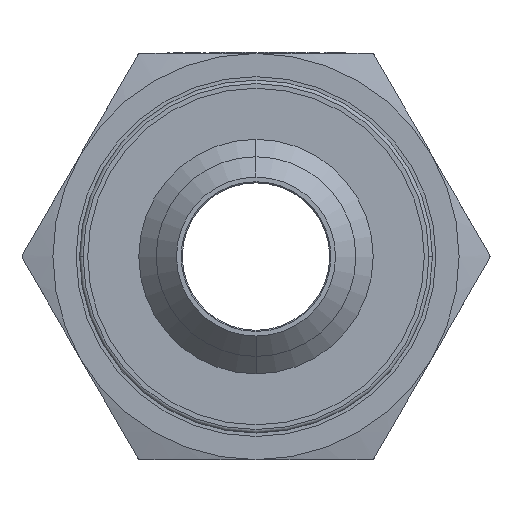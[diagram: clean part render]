
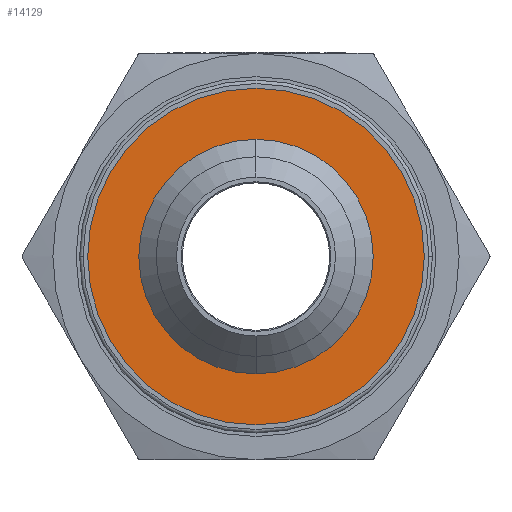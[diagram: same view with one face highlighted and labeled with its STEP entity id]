
A CAD part, left-side view. The second image highlights one B-rep face of the part: STEP entity #14129.
In plain terms, the highlighted planar face has unit normal (-1, 0, 0).
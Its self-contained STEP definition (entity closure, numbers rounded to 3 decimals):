
#954 = ORIENTED_EDGE ( 'NONE', *, *, #1317, .T. ) ;
#1032 = ORIENTED_EDGE ( 'NONE', *, *, #12677, .T. ) ;
#1314 = DIRECTION ( 'NONE',  ( 0., 0., 1. ) ) ;
#1317 = EDGE_CURVE ( 'NONE', #9169, #6776, #12117, .T. ) ;
#1474 = ORIENTED_EDGE ( 'NONE', *, *, #3207, .T. ) ;
#1853 = DIRECTION ( 'NONE',  ( -1., 0., 0. ) ) ;
#2448 = DIRECTION ( 'NONE',  ( 0., 0., 1. ) ) ;
#3207 = EDGE_CURVE ( 'NONE', #11739, #7269, #6008, .T. ) ;
#4018 = AXIS2_PLACEMENT_3D ( 'NONE', #12784, #7698, #2448 ) ;
#5644 = CIRCLE ( 'NONE', #4018, 10.1 ) ;
#5885 = CARTESIAN_POINT ( 'NONE',  ( -7.35, 0., 0. ) ) ;
#5982 = FACE_OUTER_BOUND ( 'NONE', #9315, .T. ) ;
#6008 = CIRCLE ( 'NONE', #13157, 10.1 ) ;
#6318 = CARTESIAN_POINT ( 'NONE',  ( -7.35, 0., 10.1 ) ) ;
#6615 = AXIS2_PLACEMENT_3D ( 'NONE', #13001, #1853, #14567 ) ;
#6696 = CARTESIAN_POINT ( 'NONE',  ( -7.35, 0., -10.1 ) ) ;
#6754 = DIRECTION ( 'NONE',  ( -1., 0., 0. ) ) ;
#6776 = VERTEX_POINT ( 'NONE', #9815 ) ;
#7269 = VERTEX_POINT ( 'NONE', #6318 ) ;
#7698 = DIRECTION ( 'NONE',  ( 1., 0., 0. ) ) ;
#8089 = AXIS2_PLACEMENT_3D ( 'NONE', #8814, #6754, #12907 ) ;
#8687 = AXIS2_PLACEMENT_3D ( 'NONE', #5885, #9791, #16303 ) ;
#8780 = FACE_BOUND ( 'NONE', #15700, .T. ) ;
#8814 = CARTESIAN_POINT ( 'NONE',  ( -7.35, 0., 0. ) ) ;
#9169 = VERTEX_POINT ( 'NONE', #14000 ) ;
#9315 = EDGE_LOOP ( 'NONE', ( #954, #16308 ) ) ;
#9689 = PLANE ( 'NONE',  #8687 ) ;
#9791 = DIRECTION ( 'NONE',  ( 1., 0., 0. ) ) ;
#9815 = CARTESIAN_POINT ( 'NONE',  ( -7.35, 0., -14.5 ) ) ;
#10228 = CARTESIAN_POINT ( 'NONE',  ( -7.35, 0., 0. ) ) ;
#10231 = EDGE_CURVE ( 'NONE', #6776, #9169, #14721, .T. ) ;
#11739 = VERTEX_POINT ( 'NONE', #6696 ) ;
#12117 = CIRCLE ( 'NONE', #8089, 14.5 ) ;
#12677 = EDGE_CURVE ( 'NONE', #7269, #11739, #5644, .T. ) ;
#12784 = CARTESIAN_POINT ( 'NONE',  ( -7.35, 0., 0. ) ) ;
#12907 = DIRECTION ( 'NONE',  ( 0., 0., 1. ) ) ;
#13001 = CARTESIAN_POINT ( 'NONE',  ( -7.35, 0., 0. ) ) ;
#13157 = AXIS2_PLACEMENT_3D ( 'NONE', #10228, #15188, #1314 ) ;
#14000 = CARTESIAN_POINT ( 'NONE',  ( -7.35, 0., 14.5 ) ) ;
#14129 = ADVANCED_FACE ( 'NONE', ( #8780, #5982 ), #9689, .F. ) ;
#14567 = DIRECTION ( 'NONE',  ( 0., 0., 1. ) ) ;
#14721 = CIRCLE ( 'NONE', #6615, 14.5 ) ;
#15188 = DIRECTION ( 'NONE',  ( 1., 0., 0. ) ) ;
#15700 = EDGE_LOOP ( 'NONE', ( #1032, #1474 ) ) ;
#16303 = DIRECTION ( 'NONE',  ( 0., 1., 0. ) ) ;
#16308 = ORIENTED_EDGE ( 'NONE', *, *, #10231, .T. ) ;
